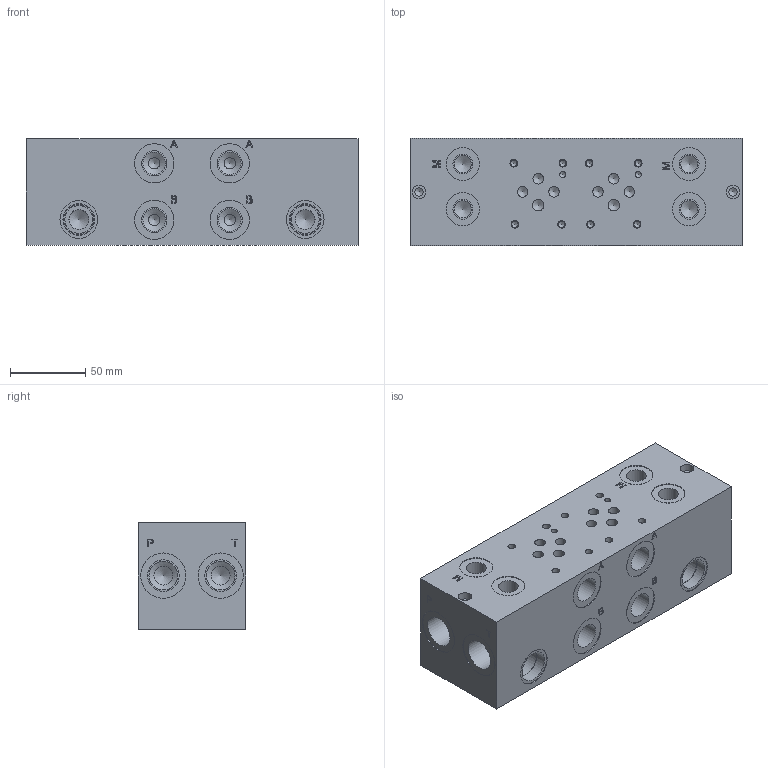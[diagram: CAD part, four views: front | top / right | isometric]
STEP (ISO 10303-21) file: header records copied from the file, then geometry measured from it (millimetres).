
FILE_DESCRIPTION(/* description */ ('Unknown'),/* implementation_level */ '2;1');
FILE_NAME(/* name */ 'PA.79550',/* time_stamp */ '2017-02-20T08:22:46+01:00',/* author */ ('Unknown'),/* organization */ ('Unknown'),/* preprocessor_version */ 'ST-DEVELOPER v16.7',/* originating_system */ 'DEX',/* authorisation */ $);
FILE_SCHEMA (('CONFIG_CONTROL_DESIGN'));
Length unit declared in the file: millimetre
Products named in the file (1): PA.79550
Bounding box: 220 x 71 x 70.5 mm (x, y, z)
Volume: 1012967.9 mm3; surface area: 94546.4 mm2
Topology: 1 solids, 1 shells, 358 faces, 876 edges, 584 vertices
Faces by surface type: plane 168, cylinder 106, cone 52, bspline 32
Full cylindrical faces by diameter (mm): 4 x2, 4.2 x8, 5 x8, 5.5 x2, 6.75 x4, 7 x6, 7.5 x6, 8 x4, 9 x2, 11.4 x4, 11.5 x4, 12.5 x4, 13 x2, 13.1 x2, 13.2 x4, 15 x4, 16.662 x4, 18.5 x2, 19 x4, 20 x2, 20.955 x4, 21 x2, 22 x4, 25 x2, 26 x4, 30 x4
Entity records: 9264 total; most frequent: CARTESIAN_POINT 1995, DIRECTION 1416, ORIENTED_EDGE 1244, EDGE_CURVE 622, FACE_BOUND 610, EDGE_LOOP 572, AXIS2_PLACEMENT_3D 539, VERTEX_POINT 518
